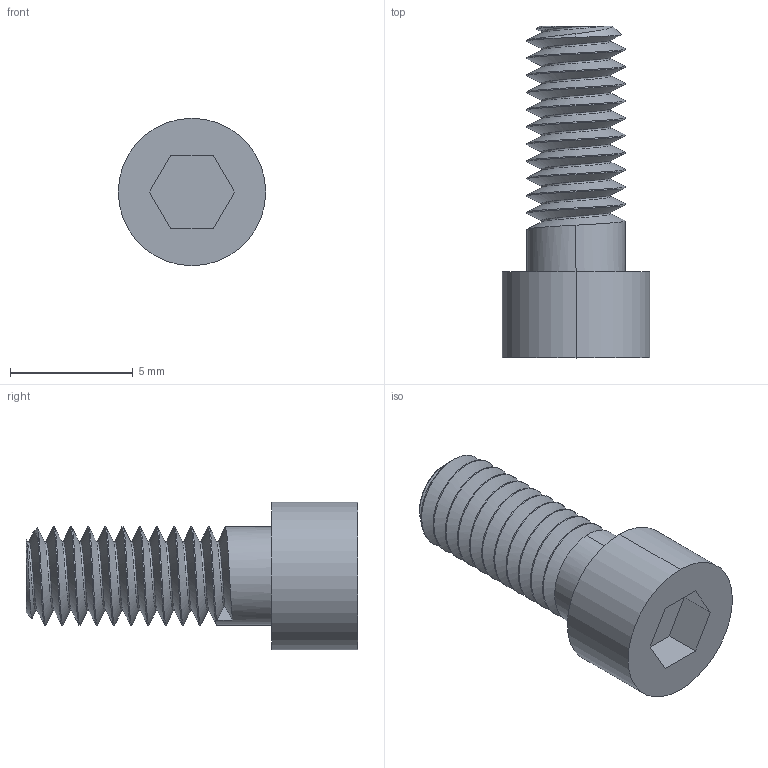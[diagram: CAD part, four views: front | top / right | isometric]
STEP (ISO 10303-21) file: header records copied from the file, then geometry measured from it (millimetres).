
FILE_DESCRIPTION (( 'STEP AP203' ), '1' );
FILE_NAME ('M4 - 10mm Luc giac_Default_sldprt.STEP', '2023-10-06T16:34:08', ( '' ), ( '' ), 'SwSTEP 2.0', 'SolidWorks 2021', '' );
FILE_SCHEMA (( 'CONFIG_CONTROL_DESIGN' ));
Length unit declared in the file: millimetre
Products named in the file (1): M4 - 10mm Luc giac_Default_sldprt
Bounding box: 6 x 13.5 x 6 mm (x, y, z)
Volume: 184.5 mm3; surface area: 333.4 mm2
Topology: 1 solids, 1 shells, 41 faces, 111 edges, 74 vertices
Faces by surface type: cylinder 24, plane 11, cone 3, bspline 3
Entity records: 3157 total; most frequent: CARTESIAN_POINT 2201, ORIENTED_EDGE 222, DIRECTION 144, EDGE_CURVE 111, VERTEX_POINT 74, AXIS2_PLACEMENT_3D 49, VECTOR 46, LINE 46
